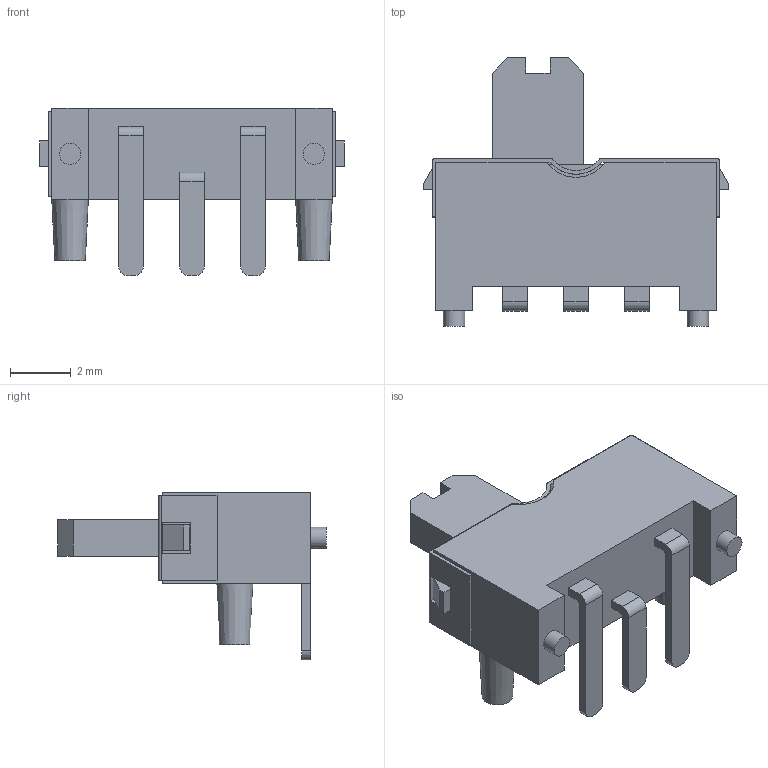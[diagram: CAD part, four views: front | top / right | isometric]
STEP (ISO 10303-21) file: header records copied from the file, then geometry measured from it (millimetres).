
FILE_DESCRIPTION(/* description */ ('STEP AP214'),/* implementation_level */ '2;1');
FILE_NAME(/* name */ 'MFS101D-6-Z',/* time_stamp */ '2023-11-16T11:12:33+01:00',/* author */ ('License CC BY-ND 4.0'),/* organization */ ('CADENAS'),/* preprocessor_version */ 'ST-DEVELOPER v19.3',/* originating_system */ 'PARTsolutions',/* authorisation */ ' ');
FILE_SCHEMA (('AUTOMOTIVE_DESIGN {1 0 10303 214 3 1 1}'));
Length unit declared in the file: millimetre
Products named in the file (3): MFS101D-6-Z; MFS101D61_bu; MFS101D-6-Z_b
Assembly tree (2 placements, depth 2):
  MFS101D-6-Z
    MFS101D61_bu
    MFS101D-6-Z_b
Bounding box: 10 x 8.8 x 5.5 mm (x, y, z)
Volume: 139.7 mm3; surface area: 297.3 mm2
Topology: 2 solids, 2 shells, 120 faces, 319 edges, 209 vertices
Faces by surface type: plane 92, cylinder 26, cone 2
Full cylindrical faces by diameter (mm): 0.7 x2
Entity records: 4460 total; most frequent: CARTESIAN_POINT 645, ORIENTED_EDGE 628, DIRECTION 616, EDGE_CURVE 314, LINE 258, VECTOR 258, VERTEX_POINT 208, AXIS2_PLACEMENT_3D 179
